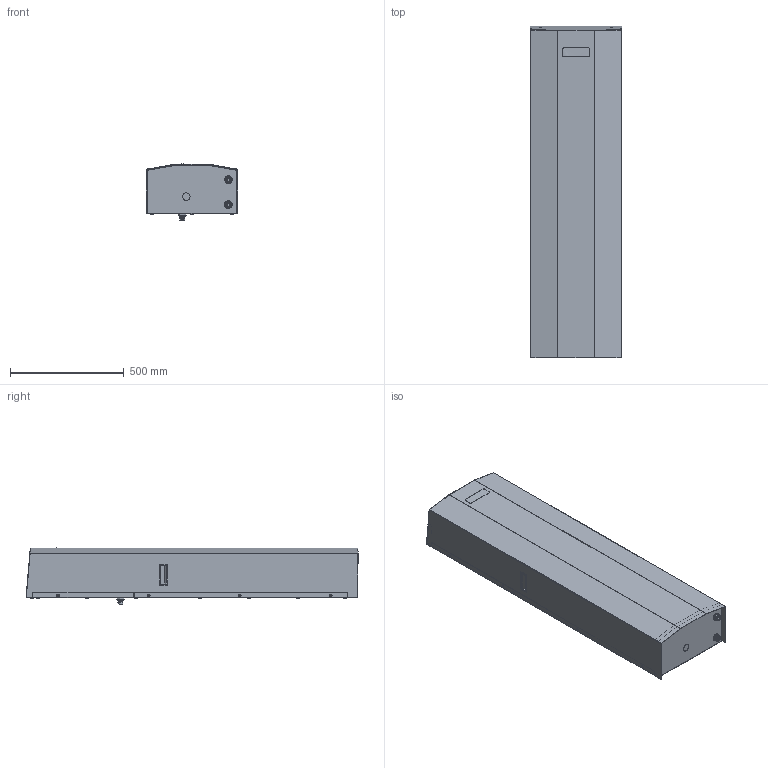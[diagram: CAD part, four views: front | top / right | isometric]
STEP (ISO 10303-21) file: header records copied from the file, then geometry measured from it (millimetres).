
FILE_DESCRIPTION (( 'STEP AP203' ), '1' );
FILE_NAME ('12358510045_Default.step', '2025-03-21T19:46:25', ( 'Windows User' ), ( 'AUTOMATION DIRECT' ), 'SwSTEP 2.0', 'SolidWorks 2024', '' );
FILE_SCHEMA (( 'CONFIG_CONTROL_DESIGN' ));
Products named in the file (1): 12358510045_Default
Bounding box: 404.29 x 1460 x 246.36 mm (x, y, z)
Volume: 115679776.5 mm3; surface area: 5439891.8 mm2
Topology: 12 solids, 13 shells, 1584 faces, 4218 edges, 2702 vertices
Faces by surface type: plane 809, cylinder 660, bspline 44, torus 40, cone 23, sphere 8
Entity records: 54719 total; most frequent: CARTESIAN_POINT 14264, ORIENTED_EDGE 8404, DIRECTION 8384, EDGE_CURVE 4202, AXIS2_PLACEMENT_3D 2850, VERTEX_POINT 2698, VECTOR 2684, LINE 2684
